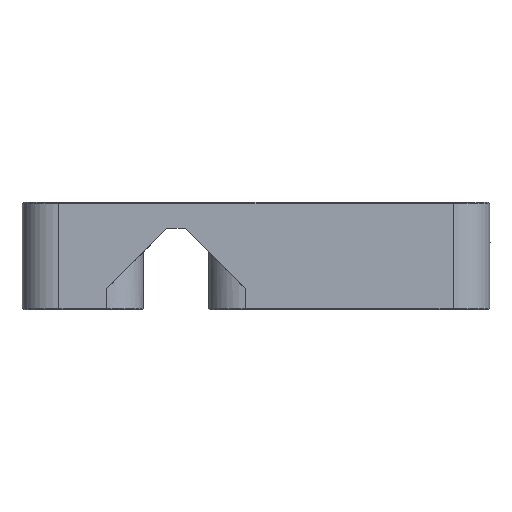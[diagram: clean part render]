
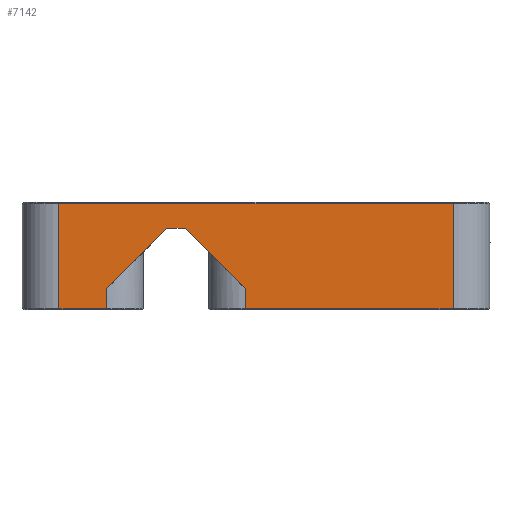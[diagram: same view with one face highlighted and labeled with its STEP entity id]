
A CAD part, left-side view. The second image highlights one B-rep face of the part: STEP entity #7142.
In plain terms, the highlighted planar face has unit normal (-1, 0, 0).
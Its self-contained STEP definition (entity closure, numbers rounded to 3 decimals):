
#143=PLANE('',#7665);
#440=FACE_OUTER_BOUND('',#886,.T.);
#886=EDGE_LOOP('',(#5083,#5084,#5085,#5086,#5087,#5088,#5089,#5090,#5091,
#5092));
#1525=LINE('',#10503,#2345);
#1535=LINE('',#10534,#2355);
#1545=LINE('',#10564,#2365);
#1587=LINE('',#10682,#2407);
#1618=LINE('',#10765,#2438);
#1621=LINE('',#10774,#2441);
#1628=LINE('',#10791,#2448);
#1629=LINE('',#10794,#2449);
#1630=LINE('',#10796,#2450);
#1631=LINE('',#10797,#2451);
#2345=VECTOR('',#8289,10.);
#2355=VECTOR('',#8321,10.);
#2365=VECTOR('',#8349,10.);
#2407=VECTOR('',#8449,10.);
#2438=VECTOR('',#8534,10.);
#2441=VECTOR('',#8543,10.);
#2448=VECTOR('',#8558,10.);
#2449=VECTOR('',#8561,10.);
#2450=VECTOR('',#8562,10.);
#2451=VECTOR('',#8563,10.);
#3164=VERTEX_POINT('',#10495);
#3166=VERTEX_POINT('',#10501);
#3176=VERTEX_POINT('',#10533);
#3185=VERTEX_POINT('',#10555);
#3187=VERTEX_POINT('',#10562);
#3227=VERTEX_POINT('',#10674);
#3256=VERTEX_POINT('',#10773);
#3262=VERTEX_POINT('',#10789);
#3263=VERTEX_POINT('',#10793);
#3264=VERTEX_POINT('',#10795);
#3795=EDGE_CURVE('',#3166,#3164,#1525,.T.);
#3810=EDGE_CURVE('',#3164,#3176,#1535,.T.);
#3825=EDGE_CURVE('',#3187,#3185,#1545,.T.);
#3881=EDGE_CURVE('',#3176,#3227,#1587,.T.);
#3923=EDGE_CURVE('',#3227,#3187,#1618,.T.);
#3927=EDGE_CURVE('',#3185,#3256,#1621,.T.);
#3936=EDGE_CURVE('',#3262,#3166,#1628,.T.);
#3937=EDGE_CURVE('',#3263,#3262,#1629,.T.);
#3938=EDGE_CURVE('',#3264,#3263,#1630,.T.);
#3939=EDGE_CURVE('',#3256,#3264,#1631,.T.);
#5083=ORIENTED_EDGE('',*,*,#3795,.F.);
#5084=ORIENTED_EDGE('',*,*,#3936,.F.);
#5085=ORIENTED_EDGE('',*,*,#3937,.F.);
#5086=ORIENTED_EDGE('',*,*,#3938,.F.);
#5087=ORIENTED_EDGE('',*,*,#3939,.F.);
#5088=ORIENTED_EDGE('',*,*,#3927,.F.);
#5089=ORIENTED_EDGE('',*,*,#3825,.F.);
#5090=ORIENTED_EDGE('',*,*,#3923,.F.);
#5091=ORIENTED_EDGE('',*,*,#3881,.F.);
#5092=ORIENTED_EDGE('',*,*,#3810,.F.);
#7142=ADVANCED_FACE('',(#440),#143,.T.);
#7665=AXIS2_PLACEMENT_3D('',#10792,#8559,#8560);
#8289=DIRECTION('',(0.,1.,0.));
#8321=DIRECTION('',(0.,0.,1.));
#8349=DIRECTION('',(0.,1.,0.));
#8449=DIRECTION('',(0.,-1.,0.));
#8534=DIRECTION('',(0.,0.,-1.));
#8543=DIRECTION('',(0.,0.,1.));
#8558=DIRECTION('',(0.,0.,-1.));
#8559=DIRECTION('center_axis',(-1.,0.,0.));
#8560=DIRECTION('ref_axis',(0.,1.,0.));
#8561=DIRECTION('',(0.,0.707,-0.707));
#8562=DIRECTION('',(0.,1.,0.));
#8563=DIRECTION('',(0.,0.707,0.707));
#10495=CARTESIAN_POINT('',(-317.708,823.358,-19.7));
#10501=CARTESIAN_POINT('',(-317.708,807.858,-19.7));
#10503=CARTESIAN_POINT('',(-317.708,765.358,-19.7));
#10533=CARTESIAN_POINT('',(-317.708,823.358,14.5));
#10534=CARTESIAN_POINT('',(-317.708,823.358,14.5));
#10555=CARTESIAN_POINT('',(-317.708,762.858,-19.7));
#10562=CARTESIAN_POINT('',(-317.708,695.358,-19.7));
#10564=CARTESIAN_POINT('',(-317.708,765.358,-19.7));
#10674=CARTESIAN_POINT('',(-317.708,695.358,14.5));
#10682=CARTESIAN_POINT('',(-317.708,765.158,14.5));
#10765=CARTESIAN_POINT('',(-317.708,695.358,14.5));
#10773=CARTESIAN_POINT('',(-317.708,762.858,-13.151));
#10774=CARTESIAN_POINT('',(-317.708,762.858,6.675));
#10789=CARTESIAN_POINT('',(-317.708,807.858,-13.151));
#10791=CARTESIAN_POINT('',(-317.708,807.858,6.675));
#10792=CARTESIAN_POINT('Origin',(-317.708,695.358,14.5));
#10793=CARTESIAN_POINT('',(-317.708,788.358,6.349));
#10794=CARTESIAN_POINT('',(-317.708,795.858,-1.151));
#10795=CARTESIAN_POINT('',(-317.708,782.358,6.349));
#10796=CARTESIAN_POINT('',(-317.708,782.358,6.349));
#10797=CARTESIAN_POINT('',(-317.708,774.858,-1.151));
